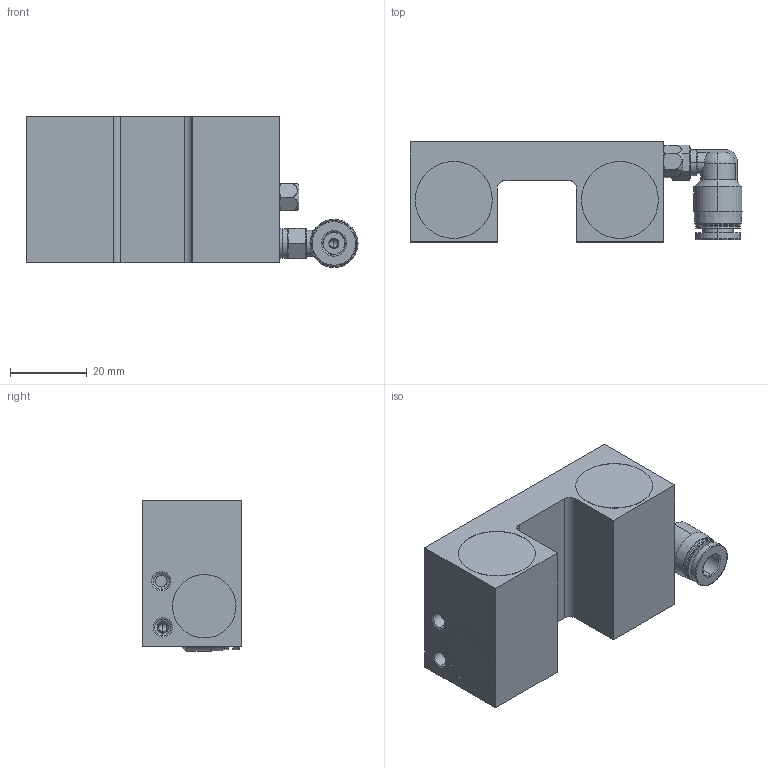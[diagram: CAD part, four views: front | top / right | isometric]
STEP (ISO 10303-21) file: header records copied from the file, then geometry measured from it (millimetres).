
FILE_DESCRIPTION (( 'STEP AP203' ), '1' );
FILE_NAME ('FK20BÆøÑ¹³£¿ªÐÍ.STEP', '2024-01-08T09:38:32', ( '' ), ( '' ), 'SwSTEP 2.0', 'SolidWorks 2021', '' );
FILE_SCHEMA (( 'CONFIG_CONTROL_DESIGN' ));
Length unit declared in the file: millimetre
Products named in the file (4): FK20B翋极V4遵38都羲; PL6M5; FK20Bァ揤都羲倰; M5秏汒ん1
Assembly tree (3 placements, depth 2):
  FK20Bァ揤都羲倰
    FK20B翋极V4遵38都羲
    M5秏汒ん1
    PL6M5
Bounding box: 86.35 x 26 x 39.25 mm (x, y, z)
Volume: 53387.8 mm3; surface area: 14830.3 mm2
Topology: 3 solids, 3 shells, 203 faces, 461 edges, 273 vertices
Faces by surface type: cylinder 67, cone 65, plane 49, bspline 14, torus 8
Entity records: 6619 total; most frequent: CARTESIAN_POINT 1718, DIRECTION 994, ORIENTED_EDGE 902, EDGE_CURVE 451, AXIS2_PLACEMENT_3D 413, VERTEX_POINT 273, EDGE_LOOP 228, CIRCLE 218
